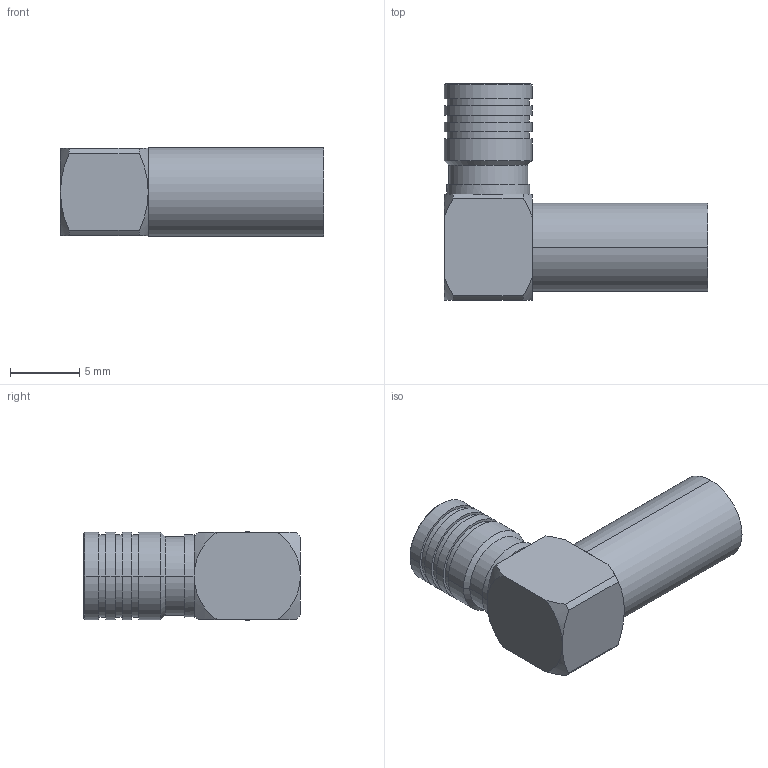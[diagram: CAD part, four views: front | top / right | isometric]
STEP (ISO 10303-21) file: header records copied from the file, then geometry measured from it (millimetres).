
FILE_DESCRIPTION (( 'STEP AP214' ), '1' );
FILE_NAME ('FMCN5447_3D.step', '2025-05-23T15:53:47', ( '' ), ( '' ), 'SwSTEP 2.0', 'SolidWorks 2022', '' );
FILE_SCHEMA (( 'AUTOMOTIVE_DESIGN' ));
Length unit declared in the file: millimetre
Products named in the file (1): FMCN5447_3D
Bounding box: 19.05 x 15.7 x 6.4 mm (x, y, z)
Volume: 641.4 mm3; surface area: 1372 mm2
Topology: 2 solids, 2 shells, 214 faces, 576 edges, 370 vertices
Faces by surface type: cylinder 96, plane 75, cone 35, sphere 8
Entity records: 6963 total; most frequent: CARTESIAN_POINT 1361, DIRECTION 1234, ORIENTED_EDGE 1152, EDGE_CURVE 576, AXIS2_PLACEMENT_3D 483, VERTEX_POINT 370, VECTOR 268, LINE 268
